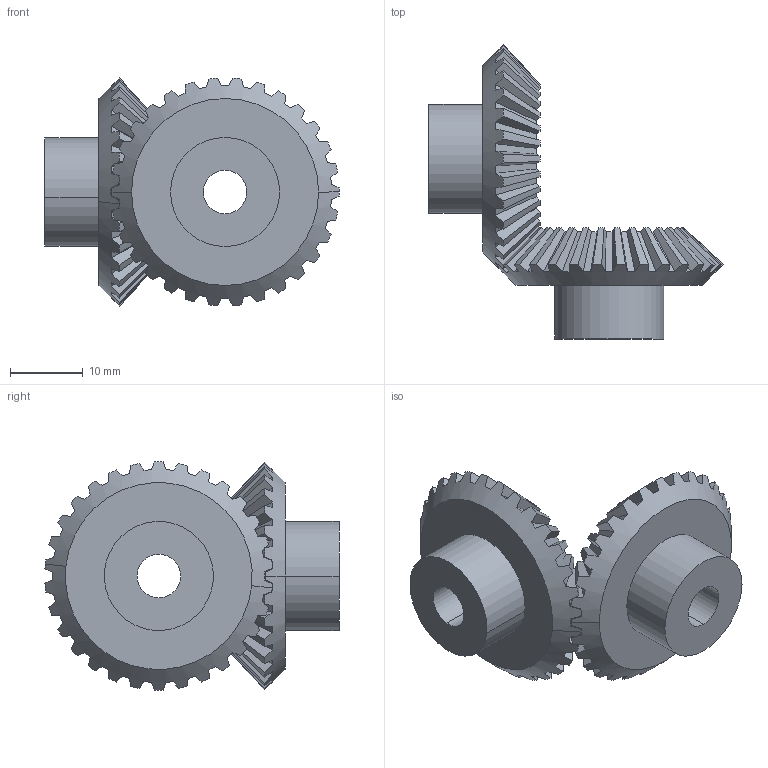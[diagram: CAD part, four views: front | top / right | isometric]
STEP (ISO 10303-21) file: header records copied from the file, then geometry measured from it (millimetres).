
FILE_DESCRIPTION(('STEP AP214'),'1');
FILE_NAME('p_103030.stp','2019-08-13T11:12:50',('TraceParts'),('TraceParts S.A.'),'Spatial InterOp 3D',' ',' ');
FILE_SCHEMA(('AUTOMOTIVE_DESIGN { 1 0 10303 214 1 1 1 1 }'));
Length unit declared in the file: millimetre
Products named in the file (1): p_103030_1
Bounding box: 40.5 x 40.47 x 31.4 mm (x, y, z)
Volume: 9067.4 mm3; surface area: 5318.7 mm2
Topology: 2 solids, 2 shells, 266 faces, 774 edges, 514 vertices
Faces by surface type: plane 186, cone 72, cylinder 8
Entity records: 8411 total; most frequent: CARTESIAN_POINT 2276, ORIENTED_EDGE 1548, DIRECTION 1104, EDGE_CURVE 774, VERTEX_POINT 514, AXIS2_PLACEMENT_3D 422, EDGE_LOOP 272, ADVANCED_FACE 266
